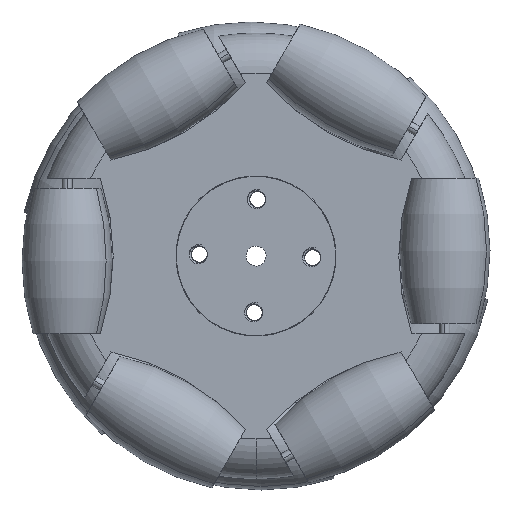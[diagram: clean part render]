
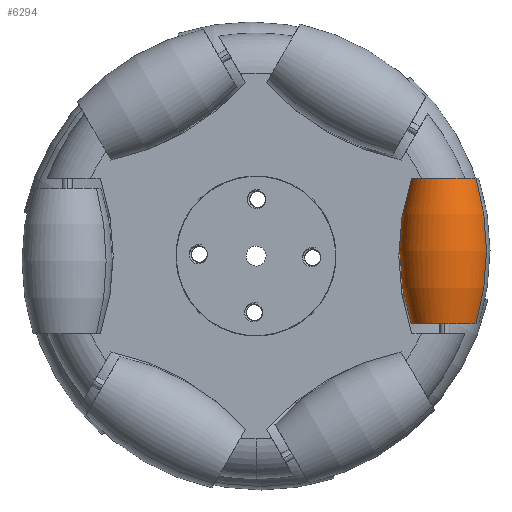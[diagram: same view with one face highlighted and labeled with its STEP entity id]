
A CAD part, left-side view. The second image highlights one B-rep face of the part: STEP entity #6294.
In plain terms, the highlighted toroidal (fillet/blend) face has major radius 39 mm and minor radius 48 mm.
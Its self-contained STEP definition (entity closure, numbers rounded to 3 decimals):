
#90 = DIRECTION ( 'NONE',  ( 0., 0., -1. ) ) ;
#391 = EDGE_CURVE ( 'NONE', #6519, #17676, #16767, .T. ) ;
#422 = AXIS2_PLACEMENT_3D ( 'NONE', #14793, #3925, #968 ) ;
#968 = DIRECTION ( 'NONE',  ( 0., 0., 1. ) ) ;
#1061 = DIRECTION ( 'NONE',  ( -1., 0., 0. ) ) ;
#1068 = CARTESIAN_POINT ( 'NONE',  ( 14.5, 0., 39. ) ) ;
#1188 = AXIS2_PLACEMENT_3D ( 'NONE', #1068, #16071, #3680 ) ;
#1756 = CARTESIAN_POINT ( 'NONE',  ( 29., 0., 6.758 ) ) ;
#1764 = ORIENTED_EDGE ( 'NONE', *, *, #391, .T. ) ;
#2095 = CIRCLE ( 'NONE', #12749, 6.758 ) ;
#2232 = ORIENTED_EDGE ( 'NONE', *, *, #9650, .F. ) ;
#2418 = CARTESIAN_POINT ( 'NONE',  ( 14.5, 0., 0. ) ) ;
#2514 = DIRECTION ( 'NONE',  ( 0., 0., -1. ) ) ;
#3680 = DIRECTION ( 'NONE',  ( 0., 0., 1. ) ) ;
#3925 = DIRECTION ( 'NONE',  ( -1., 0., 0. ) ) ;
#4608 = VERTEX_POINT ( 'NONE', #1756 ) ;
#5158 = DIRECTION ( 'NONE',  ( 0., 0., 1. ) ) ;
#6138 = AXIS2_PLACEMENT_3D ( 'NONE', #15448, #12539, #90 ) ;
#6294 = ADVANCED_FACE ( 'NONE', ( #7728 ), #16879, .T. ) ;
#6519 = VERTEX_POINT ( 'NONE', #12744 ) ;
#6676 = CARTESIAN_POINT ( 'NONE',  ( 0., 0., -6.758 ) ) ;
#7728 = FACE_OUTER_BOUND ( 'NONE', #13278, .T. ) ;
#8037 = EDGE_CURVE ( 'NONE', #4608, #6519, #2095, .T. ) ;
#8138 = CARTESIAN_POINT ( 'NONE',  ( 29., 0., 0. ) ) ;
#9023 = CIRCLE ( 'NONE', #6138, 48. ) ;
#9642 = CIRCLE ( 'NONE', #422, 6.758 ) ;
#9650 = EDGE_CURVE ( 'NONE', #4608, #12336, #9023, .T. ) ;
#10785 = AXIS2_PLACEMENT_3D ( 'NONE', #2418, #1061, #2514 ) ;
#12073 = ORIENTED_EDGE ( 'NONE', *, *, #12766, .F. ) ;
#12118 = DIRECTION ( 'NONE',  ( -1., 0., 0. ) ) ;
#12336 = VERTEX_POINT ( 'NONE', #16958 ) ;
#12539 = DIRECTION ( 'NONE',  ( 0., -1., 0. ) ) ;
#12744 = CARTESIAN_POINT ( 'NONE',  ( 29., 0., -6.758 ) ) ;
#12749 = AXIS2_PLACEMENT_3D ( 'NONE', #8138, #12118, #5158 ) ;
#12766 = EDGE_CURVE ( 'NONE', #12336, #17676, #9642, .T. ) ;
#13278 = EDGE_LOOP ( 'NONE', ( #16028, #1764, #12073, #2232 ) ) ;
#14793 = CARTESIAN_POINT ( 'NONE',  ( 0., 0., 0. ) ) ;
#15448 = CARTESIAN_POINT ( 'NONE',  ( 14.5, 0., -39. ) ) ;
#16028 = ORIENTED_EDGE ( 'NONE', *, *, #8037, .T. ) ;
#16071 = DIRECTION ( 'NONE',  ( 0., 1., 0. ) ) ;
#16767 = CIRCLE ( 'NONE', #1188, 48. ) ;
#16879 = TOROIDAL_SURFACE ( 'NONE', #10785, -39., 48. ) ;
#16958 = CARTESIAN_POINT ( 'NONE',  ( 0., 0., 6.758 ) ) ;
#17676 = VERTEX_POINT ( 'NONE', #6676 ) ;
